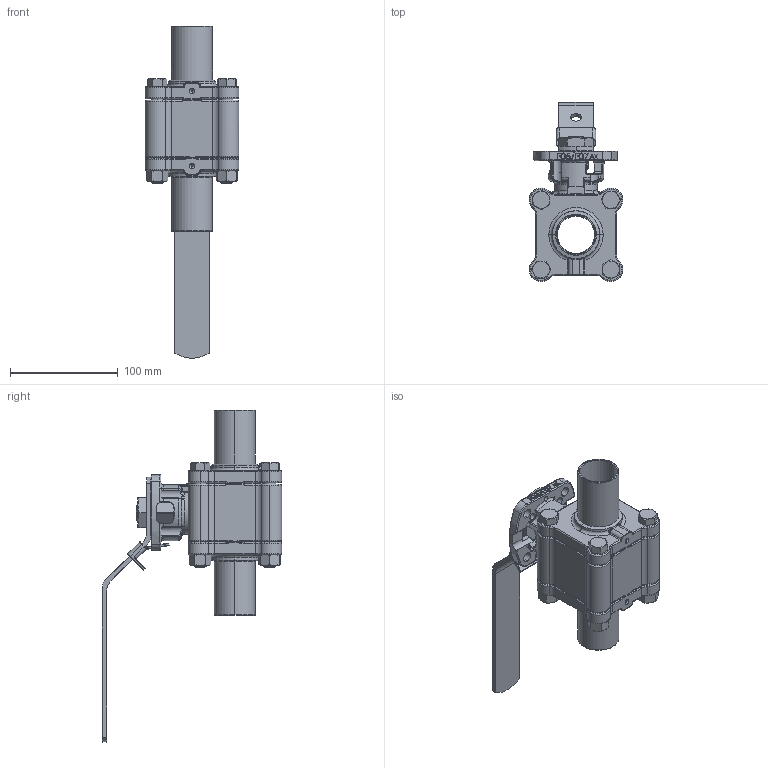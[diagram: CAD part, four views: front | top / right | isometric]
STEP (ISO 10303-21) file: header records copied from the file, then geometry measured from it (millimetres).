
FILE_DESCRIPTION (( 'STEP AP214' ), '1' );
FILE_NAME ('H78-DA-0150.STEP', '2018-12-06T20:51:49', ( '' ), ( '' ), 'SwSTEP 2.0', 'SolidWorks 2018', '' );
FILE_SCHEMA (( 'AUTOMOTIVE_DESIGN' ));
Length unit declared in the file: inch
Products named in the file (1): H78-DA-0150
Bounding box: 86.7 x 166.34 x 308.2 mm (x, y, z)
Surface area: 128933.6 mm2 (no closed solid volume)
Topology: 0 solids, 20 shells, 976 faces, 2808 edges, 1731 vertices
Faces by surface type: plane 305, cylinder 262, torus 168, bspline 128, cone 91, sphere 22
Entity records: 57969 total; most frequent: CARTESIAN_POINT 21116, DIRECTION 4954, ORIENTED_EDGE 4882, EDGE_CURVE 2747, AXIS2_PLACEMENT_3D 1885, VERTEX_POINT 1729, LINE 1184, VECTOR 1184
